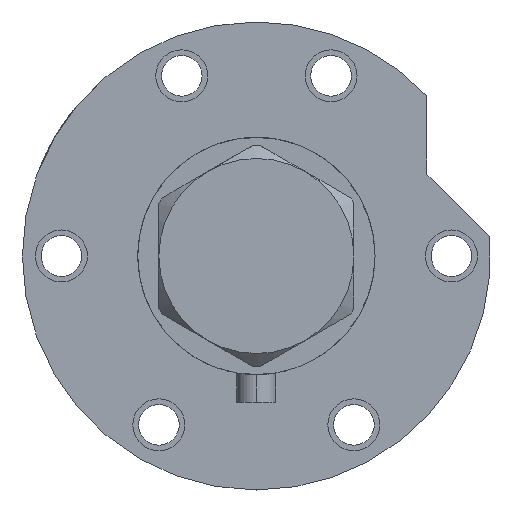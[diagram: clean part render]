
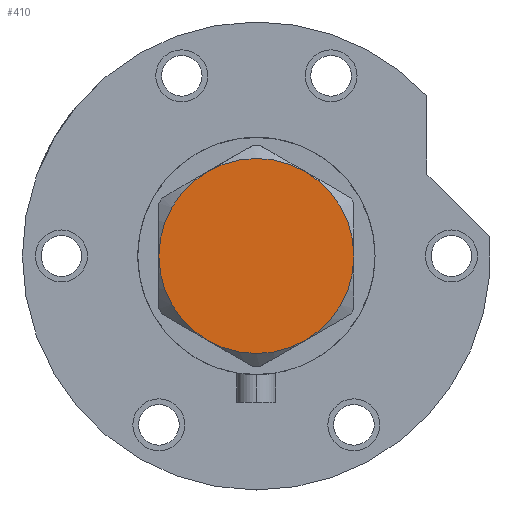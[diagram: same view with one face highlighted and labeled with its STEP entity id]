
A CAD part, left-side view. The second image highlights one B-rep face of the part: STEP entity #410.
In plain terms, the highlighted face is planar.
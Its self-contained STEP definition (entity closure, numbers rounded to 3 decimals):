
#5 = CARTESIAN_POINT ( 'NONE',  ( 0., 0., 14.5 ) ) ;
#191 = CARTESIAN_POINT ( 'NONE',  ( 15., -25.981, 14.5 ) ) ;
#217 = EDGE_CURVE ( 'NONE', #3657, #2232, #2319, .T. ) ;
#232 = AXIS2_PLACEMENT_3D ( 'NONE', #2571, #4495, #257 ) ;
#257 = DIRECTION ( 'NONE',  ( 1., 0., 0. ) ) ;
#410 = ADVANCED_FACE ( 'NONE', ( #2655 ), #2620, .T. ) ;
#516 = DIRECTION ( 'NONE',  ( 1., 0., 0. ) ) ;
#575 = CIRCLE ( 'NONE', #1674, 30. ) ;
#644 = CIRCLE ( 'NONE', #1340, 30. ) ;
#711 = VERTEX_POINT ( 'NONE', #1536 ) ;
#993 = DIRECTION ( 'NONE',  ( 0., 0., 1. ) ) ;
#1249 = ORIENTED_EDGE ( 'NONE', *, *, #5227, .T. ) ;
#1340 = AXIS2_PLACEMENT_3D ( 'NONE', #4836, #1998, #4775 ) ;
#1359 = VERTEX_POINT ( 'NONE', #2384 ) ;
#1453 = DIRECTION ( 'NONE',  ( 0., 0., 1. ) ) ;
#1536 = CARTESIAN_POINT ( 'NONE',  ( -15., -25.981, 14.5 ) ) ;
#1555 = CIRCLE ( 'NONE', #5300, 30. ) ;
#1559 = DIRECTION ( 'NONE',  ( 1., 0., 0. ) ) ;
#1674 = AXIS2_PLACEMENT_3D ( 'NONE', #4392, #5875, #1559 ) ;
#1973 = CIRCLE ( 'NONE', #2859, 30. ) ;
#1998 = DIRECTION ( 'NONE',  ( 0., 0., 1. ) ) ;
#2163 = EDGE_CURVE ( 'NONE', #5596, #1359, #644, .T. ) ;
#2232 = VERTEX_POINT ( 'NONE', #3499 ) ;
#2238 = CIRCLE ( 'NONE', #2933, 30. ) ;
#2316 = ORIENTED_EDGE ( 'NONE', *, *, #5297, .T. ) ;
#2319 = CIRCLE ( 'NONE', #2518, 30. ) ;
#2384 = CARTESIAN_POINT ( 'NONE',  ( 30., 0., 14.5 ) ) ;
#2518 = AXIS2_PLACEMENT_3D ( 'NONE', #4852, #1453, #3372 ) ;
#2571 = CARTESIAN_POINT ( 'NONE',  ( 0., 0., 14.5 ) ) ;
#2603 = ORIENTED_EDGE ( 'NONE', *, *, #4771, .T. ) ;
#2620 = PLANE ( 'NONE',  #232 ) ;
#2655 = FACE_OUTER_BOUND ( 'NONE', #6008, .T. ) ;
#2778 = ORIENTED_EDGE ( 'NONE', *, *, #217, .T. ) ;
#2794 = DIRECTION ( 'NONE',  ( 1., 0., 0. ) ) ;
#2859 = AXIS2_PLACEMENT_3D ( 'NONE', #3846, #993, #516 ) ;
#2933 = AXIS2_PLACEMENT_3D ( 'NONE', #5, #4185, #2794 ) ;
#3228 = DIRECTION ( 'NONE',  ( 0., 0., 1. ) ) ;
#3372 = DIRECTION ( 'NONE',  ( 1., 0., 0. ) ) ;
#3499 = CARTESIAN_POINT ( 'NONE',  ( -30., 0., 14.5 ) ) ;
#3624 = CARTESIAN_POINT ( 'NONE',  ( -15., 25.981, 14.5 ) ) ;
#3657 = VERTEX_POINT ( 'NONE', #3624 ) ;
#3693 = ORIENTED_EDGE ( 'NONE', *, *, #4660, .T. ) ;
#3846 = CARTESIAN_POINT ( 'NONE',  ( 0., 0., 14.5 ) ) ;
#4185 = DIRECTION ( 'NONE',  ( 0., 0., 1. ) ) ;
#4392 = CARTESIAN_POINT ( 'NONE',  ( 0., 0., 14.5 ) ) ;
#4495 = DIRECTION ( 'NONE',  ( 0., 0., 1. ) ) ;
#4660 = EDGE_CURVE ( 'NONE', #5925, #3657, #1973, .T. ) ;
#4771 = EDGE_CURVE ( 'NONE', #1359, #5925, #575, .T. ) ;
#4775 = DIRECTION ( 'NONE',  ( 1., 0., 0. ) ) ;
#4836 = CARTESIAN_POINT ( 'NONE',  ( 0., 0., 14.5 ) ) ;
#4852 = CARTESIAN_POINT ( 'NONE',  ( 0., 0., 14.5 ) ) ;
#5067 = DIRECTION ( 'NONE',  ( 1., 0., 0. ) ) ;
#5076 = ORIENTED_EDGE ( 'NONE', *, *, #2163, .T. ) ;
#5227 = EDGE_CURVE ( 'NONE', #2232, #711, #1555, .T. ) ;
#5233 = CARTESIAN_POINT ( 'NONE',  ( 15., 25.981, 14.5 ) ) ;
#5297 = EDGE_CURVE ( 'NONE', #711, #5596, #2238, .T. ) ;
#5300 = AXIS2_PLACEMENT_3D ( 'NONE', #6036, #3228, #5067 ) ;
#5596 = VERTEX_POINT ( 'NONE', #191 ) ;
#5875 = DIRECTION ( 'NONE',  ( 0., 0., 1. ) ) ;
#5925 = VERTEX_POINT ( 'NONE', #5233 ) ;
#6008 = EDGE_LOOP ( 'NONE', ( #5076, #2603, #3693, #2778, #1249, #2316 ) ) ;
#6036 = CARTESIAN_POINT ( 'NONE',  ( 0., 0., 14.5 ) ) ;
